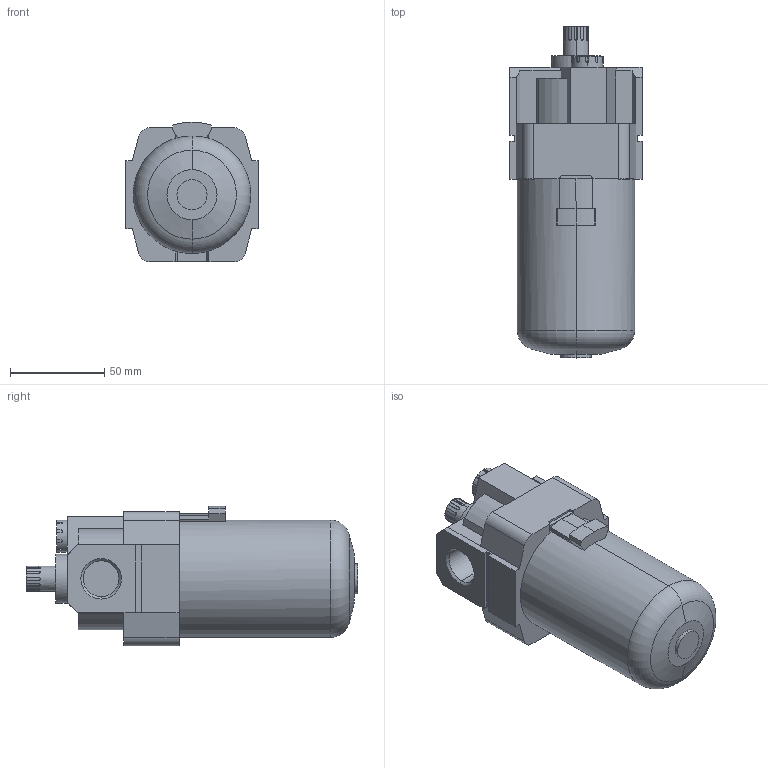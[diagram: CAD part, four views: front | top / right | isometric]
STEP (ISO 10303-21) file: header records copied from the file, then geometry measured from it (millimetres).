
FILE_DESCRIPTION (( 'STEP AP214' ), '1' );
FILE_NAME ('AL40-F04-A.step.step', '2015-11-25T10:01:07', ( 'Windows User' ), ( '' ), 'SwSTEP 2.0', 'SolidWorks 2016', '' );
FILE_SCHEMA (( 'AUTOMOTIVE_DESIGN' ));
Length unit declared in the file: millimetre
Products named in the file (3): AL40-F04-A.step; AL40-F04-A.step_AL Bowl (New)_40; AL40-F04-A.step_AL Body_40-04F
Assembly tree (2 placements, depth 2):
  AL40-F04-A.step
    AL40-F04-A.step_AL Body_40-04F
    AL40-F04-A.step_AL Bowl (New)_40
Bounding box: 70 x 175.9 x 73.9 mm (x, y, z)
Volume: 486312.6 mm3; surface area: 53481.7 mm2
Topology: 2 solids, 2 shells, 239 faces, 653 edges, 428 vertices
Faces by surface type: plane 126, cylinder 105, cone 6, torus 2
Entity records: 8049 total; most frequent: CARTESIAN_POINT 1965, ORIENTED_EDGE 1306, DIRECTION 1173, EDGE_CURVE 653, VECTOR 429, LINE 429, VERTEX_POINT 428, AXIS2_PLACEMENT_3D 372
